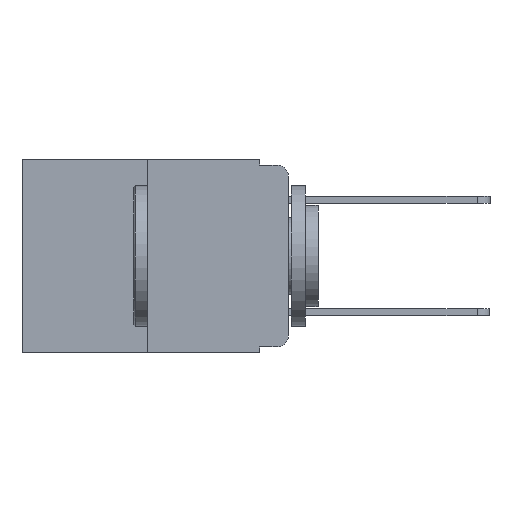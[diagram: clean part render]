
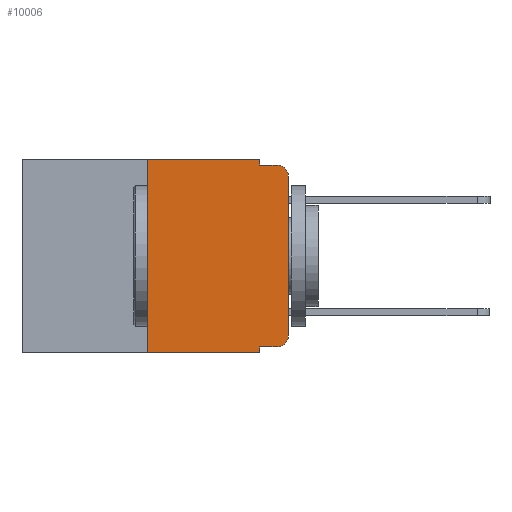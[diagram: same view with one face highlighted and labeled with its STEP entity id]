
A CAD part, left-side view. The second image highlights one B-rep face of the part: STEP entity #10006.
In plain terms, the highlighted planar face has unit normal (-1, 0, 0).
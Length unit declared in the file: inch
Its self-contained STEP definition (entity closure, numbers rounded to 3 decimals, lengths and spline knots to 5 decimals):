
#84 = VERTEX_POINT ( 'NONE', #9868 ) ;
#111 = ORIENTED_EDGE ( 'NONE', *, *, #3941, .F. ) ;
#262 = DIRECTION ( 'NONE',  ( 1., 0., 0. ) ) ;
#390 = EDGE_CURVE ( 'NONE', #2490, #4362, #7594, .T. ) ;
#569 = DIRECTION ( 'NONE',  ( 0., 0., -1. ) ) ;
#648 = CARTESIAN_POINT ( 'NONE',  ( 0., 0., -0.03 ) ) ;
#780 = VERTEX_POINT ( 'NONE', #8725 ) ;
#1197 = EDGE_CURVE ( 'NONE', #4362, #4867, #11835, .T. ) ;
#1430 = LINE ( 'NONE', #10085, #12112 ) ;
#1746 = CARTESIAN_POINT ( 'NONE',  ( 0., 0.25, -0.343 ) ) ;
#1817 = VECTOR ( 'NONE', #4054, 39.37008 ) ;
#1871 = LINE ( 'NONE', #10958, #7286 ) ;
#2392 = VERTEX_POINT ( 'NONE', #5241 ) ;
#2490 = VERTEX_POINT ( 'NONE', #12508 ) ;
#2606 = ORIENTED_EDGE ( 'NONE', *, *, #6098, .T. ) ;
#2772 = CIRCLE ( 'NONE', #3874, 0.02 ) ;
#3178 = CARTESIAN_POINT ( 'NONE',  ( 0., 0., 0. ) ) ;
#3506 = EDGE_CURVE ( 'NONE', #6219, #4867, #10750, .T. ) ;
#3534 = DIRECTION ( 'NONE',  ( -1., 0., 0. ) ) ;
#3559 = EDGE_CURVE ( 'NONE', #84, #780, #1430, .T. ) ;
#3570 = VERTEX_POINT ( 'NONE', #1746 ) ;
#3827 = CARTESIAN_POINT ( 'NONE',  ( 0., 0.051, -0.01 ) ) ;
#3874 = AXIS2_PLACEMENT_3D ( 'NONE', #12981, #7170, #569 ) ;
#3941 = EDGE_CURVE ( 'NONE', #13367, #2392, #10431, .T. ) ;
#4054 = DIRECTION ( 'NONE',  ( 0., 0., 1. ) ) ;
#4210 = EDGE_LOOP ( 'NONE', ( #5883, #8896, #6569, #9493, #7812, #13266, #11028, #111, #2606, #6195 ) ) ;
#4268 = CARTESIAN_POINT ( 'NONE',  ( 0., 0.051, -0.333 ) ) ;
#4362 = VERTEX_POINT ( 'NONE', #648 ) ;
#4580 = CARTESIAN_POINT ( 'NONE',  ( 0., 0.051, 0. ) ) ;
#4693 = VECTOR ( 'NONE', #5682, 39.37008 ) ;
#4830 = CARTESIAN_POINT ( 'NONE',  ( 0., 0.02, -0.01 ) ) ;
#4867 = VERTEX_POINT ( 'NONE', #4830 ) ;
#4905 = EDGE_CURVE ( 'NONE', #780, #6219, #1871, .T. ) ;
#5059 = VERTEX_POINT ( 'NONE', #9206 ) ;
#5134 = CARTESIAN_POINT ( 'NONE',  ( 0., 0.25, 0. ) ) ;
#5241 = CARTESIAN_POINT ( 'NONE',  ( 0., 0.051, -0.343 ) ) ;
#5682 = DIRECTION ( 'NONE',  ( 0., 0., -1. ) ) ;
#5852 = DIRECTION ( 'NONE',  ( 0., -1., 0. ) ) ;
#5883 = ORIENTED_EDGE ( 'NONE', *, *, #390, .T. ) ;
#6098 = EDGE_CURVE ( 'NONE', #13367, #5059, #7718, .T. ) ;
#6195 = ORIENTED_EDGE ( 'NONE', *, *, #13086, .T. ) ;
#6219 = VERTEX_POINT ( 'NONE', #9042 ) ;
#6382 = EDGE_CURVE ( 'NONE', #3570, #84, #10473, .T. ) ;
#6569 = ORIENTED_EDGE ( 'NONE', *, *, #3506, .F. ) ;
#6623 = CARTESIAN_POINT ( 'NONE',  ( 0., 0.473, -0.343 ) ) ;
#6922 = CARTESIAN_POINT ( 'NONE',  ( 0., 0.473, 0. ) ) ;
#6978 = VECTOR ( 'NONE', #10536, 39.37008 ) ;
#7170 = DIRECTION ( 'NONE',  ( -1., 0., 0. ) ) ;
#7286 = VECTOR ( 'NONE', #11924, 39.37008 ) ;
#7416 = AXIS2_PLACEMENT_3D ( 'NONE', #6922, #262, #7917 ) ;
#7594 = LINE ( 'NONE', #3178, #9897 ) ;
#7718 = LINE ( 'NONE', #10825, #12588 ) ;
#7812 = ORIENTED_EDGE ( 'NONE', *, *, #3559, .F. ) ;
#7917 = DIRECTION ( 'NONE',  ( 0., 0., -1. ) ) ;
#8725 = CARTESIAN_POINT ( 'NONE',  ( 0., 0.051, 0. ) ) ;
#8896 = ORIENTED_EDGE ( 'NONE', *, *, #1197, .T. ) ;
#8991 = DIRECTION ( 'NONE',  ( 0., -1., 0. ) ) ;
#9042 = CARTESIAN_POINT ( 'NONE',  ( 0., 0.051, -0.01 ) ) ;
#9206 = CARTESIAN_POINT ( 'NONE',  ( 0., 0.02, -0.333 ) ) ;
#9493 = ORIENTED_EDGE ( 'NONE', *, *, #4905, .F. ) ;
#9691 = CARTESIAN_POINT ( 'NONE',  ( 0., 0.02, -0.03 ) ) ;
#9868 = CARTESIAN_POINT ( 'NONE',  ( 0., 0.25, 0. ) ) ;
#9897 = VECTOR ( 'NONE', #13215, 39.37008 ) ;
#9901 = LINE ( 'NONE', #6623, #6978 ) ;
#10006 = ADVANCED_FACE ( 'NONE', ( #11002 ), #11787, .F. ) ;
#10085 = CARTESIAN_POINT ( 'NONE',  ( 0., 0.473, 0. ) ) ;
#10431 = LINE ( 'NONE', #4580, #4693 ) ;
#10473 = LINE ( 'NONE', #5134, #1817 ) ;
#10536 = DIRECTION ( 'NONE',  ( 0., -1., 0. ) ) ;
#10675 = DIRECTION ( 'NONE',  ( 0., 0., -1. ) ) ;
#10750 = LINE ( 'NONE', #3827, #12989 ) ;
#10825 = CARTESIAN_POINT ( 'NONE',  ( 0., 0.051, -0.333 ) ) ;
#10958 = CARTESIAN_POINT ( 'NONE',  ( 0., 0.051, 0. ) ) ;
#11002 = FACE_OUTER_BOUND ( 'NONE', #4210, .T. ) ;
#11028 = ORIENTED_EDGE ( 'NONE', *, *, #11746, .T. ) ;
#11746 = EDGE_CURVE ( 'NONE', #3570, #2392, #9901, .T. ) ;
#11787 = PLANE ( 'NONE',  #7416 ) ;
#11835 = CIRCLE ( 'NONE', #13434, 0.02 ) ;
#11924 = DIRECTION ( 'NONE',  ( 0., 0., -1. ) ) ;
#12038 = DIRECTION ( 'NONE',  ( 0., -1., 0. ) ) ;
#12112 = VECTOR ( 'NONE', #12038, 39.37008 ) ;
#12508 = CARTESIAN_POINT ( 'NONE',  ( 0., 0., -0.313 ) ) ;
#12588 = VECTOR ( 'NONE', #5852, 39.37008 ) ;
#12981 = CARTESIAN_POINT ( 'NONE',  ( 0., 0.02, -0.313 ) ) ;
#12989 = VECTOR ( 'NONE', #8991, 39.37008 ) ;
#13086 = EDGE_CURVE ( 'NONE', #5059, #2490, #2772, .T. ) ;
#13215 = DIRECTION ( 'NONE',  ( 0., 0., 1. ) ) ;
#13266 = ORIENTED_EDGE ( 'NONE', *, *, #6382, .F. ) ;
#13367 = VERTEX_POINT ( 'NONE', #4268 ) ;
#13434 = AXIS2_PLACEMENT_3D ( 'NONE', #9691, #3534, #10675 ) ;
